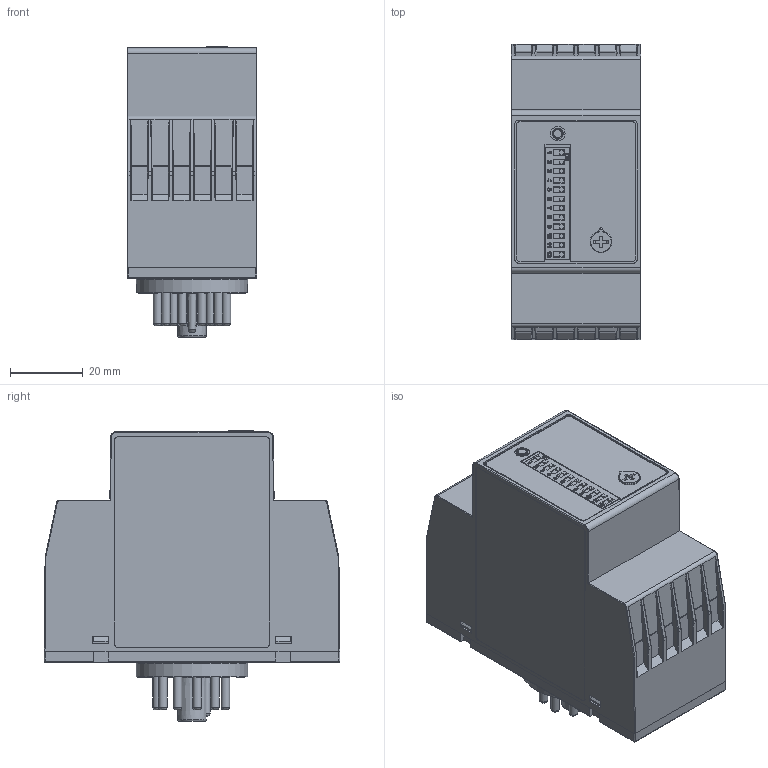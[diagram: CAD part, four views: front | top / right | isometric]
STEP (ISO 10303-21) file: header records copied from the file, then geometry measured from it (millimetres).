
FILE_DESCRIPTION(/* description */ (''),/* implementation_level */ '2;1');
FILE_NAME(/* name */ 'LDP1PA2DU24.stp',/* time_stamp */ '2018-08-07T13:25:45+02:00',/* author */ ('tvb'),/* organization */ (''),/* preprocessor_version */ 'ST-DEVELOPER v16.1',/* originating_system */ 'Autodesk Inventor 2016',/* authorisation */ '');
FILE_SCHEMA (('AUTOMOTIVE_DESIGN { 1 0 10303 214 3 1 1 }'));
Products named in the file (1): LDP1PA2DU24
Bounding box: 35.5 x 81 x 79.74 mm (x, y, z)
Volume: 32975.1 mm3; surface area: 43506.2 mm2
Topology: 1 solids, 1 shells, 2227 faces, 5973 edges, 3862 vertices
Faces by surface type: plane 1306, cylinder 444, bspline 324, torus 90, cone 41, sphere 22
Full cylindrical faces by diameter (mm): 2.31 x1, 2.35 x11, 2.4 x1, 3 x1, 4 x1
Entity records: 80599 total; most frequent: CARTESIAN_POINT 25146, ORIENTED_EDGE 11800, DIRECTION 10257, EDGE_CURVE 5900, LINE 4049, VECTOR 4049, VERTEX_POINT 3849, AXIS2_PLACEMENT_3D 3104
